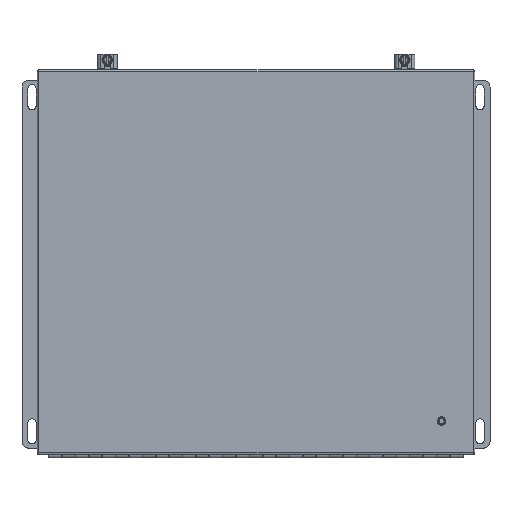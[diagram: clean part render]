
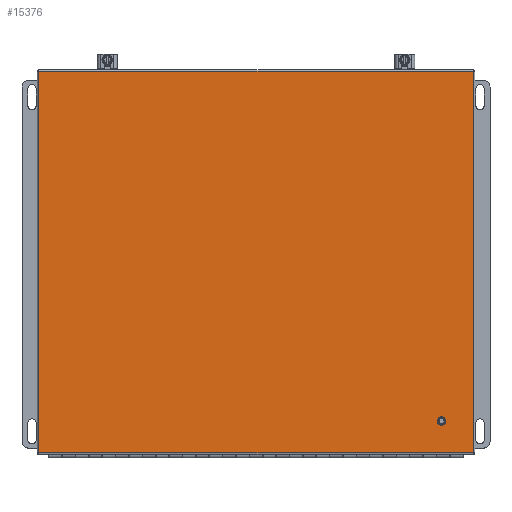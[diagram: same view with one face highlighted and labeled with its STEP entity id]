
A CAD part, top view. The second image highlights one B-rep face of the part: STEP entity #15376.
In plain terms, the highlighted planar face has unit normal (0, 0, 1).
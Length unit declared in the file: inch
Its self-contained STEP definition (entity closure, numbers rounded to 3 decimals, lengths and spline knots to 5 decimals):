
#4409 = VECTOR ( 'NONE', #80363, 39.37008 ) ;
#8865 = CARTESIAN_POINT ( 'NONE',  ( 16.24985, 8.14639, 10.185 ) ) ;
#9385 = ORIENTED_EDGE ( 'NONE', *, *, #65266, .T. ) ;
#10500 = CARTESIAN_POINT ( 'NONE',  ( 14.99727, 1.1165, 10.185 ) ) ;
#12705 = DIRECTION ( 'NONE',  ( 0., 0., -1. ) ) ;
#15376 = ADVANCED_FACE ( 'NONE', ( #63170, #43477 ), #69278, .F. ) ;
#16651 = CARTESIAN_POINT ( 'NONE',  ( 16.19, 14.19, 10.185 ) ) ;
#16750 = CARTESIAN_POINT ( 'NONE',  ( 14.84072, 1.1165, 10.185 ) ) ;
#17512 = DIRECTION ( 'NONE',  ( -1., 0., 0. ) ) ;
#20148 = VECTOR ( 'NONE', #27184, 39.37008 ) ;
#21533 = EDGE_LOOP ( 'NONE', ( #9385, #52678, #73265, #78887 ) ) ;
#22742 = EDGE_CURVE ( 'NONE', #70338, #78212, #80099, .T. ) ;
#25906 = CARTESIAN_POINT ( 'NONE',  ( 16.24985, -0.07504, 10.185 ) ) ;
#27184 = DIRECTION ( 'NONE',  ( 0., -1., 0. ) ) ;
#30534 = CARTESIAN_POINT ( 'NONE',  ( -0.0652, 14.19, 10.185 ) ) ;
#31600 = DIRECTION ( 'NONE',  ( -1., 0., 0. ) ) ;
#35774 = AXIS2_PLACEMENT_3D ( 'NONE', #10500, #37312, #17512 ) ;
#36114 = EDGE_CURVE ( 'NONE', #78212, #54024, #53593, .T. ) ;
#36128 = VECTOR ( 'NONE', #75362, 39.37008 ) ;
#37312 = DIRECTION ( 'NONE',  ( 0., 0., -1. ) ) ;
#37760 = VERTEX_POINT ( 'NONE', #30534 ) ;
#40300 = ORIENTED_EDGE ( 'NONE', *, *, #84461, .T. ) ;
#41525 = CARTESIAN_POINT ( 'NONE',  ( 16.24985, 14.19, 10.185 ) ) ;
#43477 = FACE_BOUND ( 'NONE', #70602, .T. ) ;
#45375 = VECTOR ( 'NONE', #59603, 39.37008 ) ;
#49094 = CARTESIAN_POINT ( 'NONE',  ( -0.0652, 8.14639, 10.185 ) ) ;
#49154 = CARTESIAN_POINT ( 'NONE',  ( 16.19, 8.14639, 10.185 ) ) ;
#52678 = ORIENTED_EDGE ( 'NONE', *, *, #22742, .T. ) ;
#53593 = LINE ( 'NONE', #49154, #36128 ) ;
#54024 = VERTEX_POINT ( 'NONE', #16651 ) ;
#54818 = LINE ( 'NONE', #49094, #20148 ) ;
#59603 = DIRECTION ( 'NONE',  ( 1., 0., 0. ) ) ;
#60305 = LINE ( 'NONE', #41525, #4409 ) ;
#62265 = EDGE_CURVE ( 'NONE', #54024, #37760, #60305, .T. ) ;
#63170 = FACE_OUTER_BOUND ( 'NONE', #21533, .T. ) ;
#63701 = CARTESIAN_POINT ( 'NONE',  ( 16.19, -0.07504, 10.185 ) ) ;
#65266 = EDGE_CURVE ( 'NONE', #37760, #70338, #54818, .T. ) ;
#69278 = PLANE ( 'NONE',  #73491 ) ;
#70338 = VERTEX_POINT ( 'NONE', #82844 ) ;
#70602 = EDGE_LOOP ( 'NONE', ( #40300 ) ) ;
#73265 = ORIENTED_EDGE ( 'NONE', *, *, #36114, .T. ) ;
#73491 = AXIS2_PLACEMENT_3D ( 'NONE', #8865, #12705, #31600 ) ;
#74837 = CIRCLE ( 'NONE', #35774, 0.15655 ) ;
#75362 = DIRECTION ( 'NONE',  ( 0., 1., 0. ) ) ;
#76234 = VERTEX_POINT ( 'NONE', #16750 ) ;
#78212 = VERTEX_POINT ( 'NONE', #63701 ) ;
#78887 = ORIENTED_EDGE ( 'NONE', *, *, #62265, .T. ) ;
#80099 = LINE ( 'NONE', #25906, #45375 ) ;
#80363 = DIRECTION ( 'NONE',  ( -1., 0., 0. ) ) ;
#82844 = CARTESIAN_POINT ( 'NONE',  ( -0.0652, -0.07504, 10.185 ) ) ;
#84461 = EDGE_CURVE ( 'NONE', #76234, #76234, #74837, .T. ) ;
